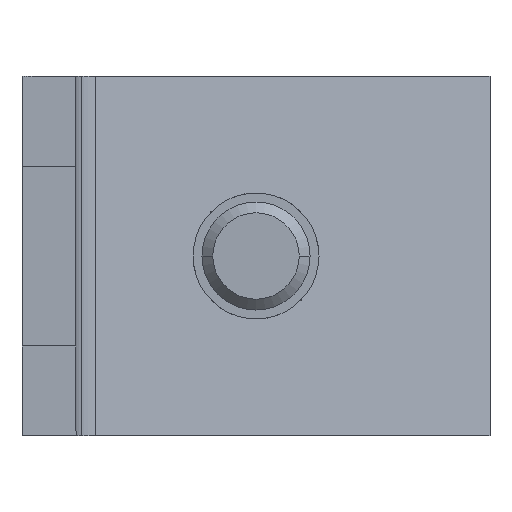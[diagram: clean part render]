
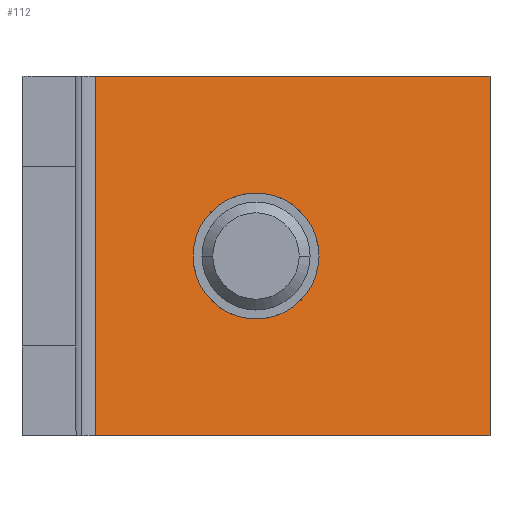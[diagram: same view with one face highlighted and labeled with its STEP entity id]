
A CAD part, front view. The second image highlights one B-rep face of the part: STEP entity #112.
In plain terms, the highlighted planar face has unit normal (0.272, -0.962, 0).
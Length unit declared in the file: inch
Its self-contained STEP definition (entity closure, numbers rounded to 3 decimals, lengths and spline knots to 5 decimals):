
#112=ADVANCED_FACE('',(#222,#223),#224,.T.);
#222=FACE_BOUND('',#337,.T.);
#223=FACE_OUTER_BOUND('',#338,.T.);
#224=PLANE('',#339);
#337=EDGE_LOOP('',(#557,#558));
#338=EDGE_LOOP('',(#559,#560,#561,#562));
#339=AXIS2_PLACEMENT_3D('',#563,#564,#565);
#557=ORIENTED_EDGE('',*,*,#762,.T.);
#558=ORIENTED_EDGE('',*,*,#763,.T.);
#559=ORIENTED_EDGE('',*,*,#740,.F.);
#560=ORIENTED_EDGE('',*,*,#695,.F.);
#561=ORIENTED_EDGE('',*,*,#764,.T.);
#562=ORIENTED_EDGE('',*,*,#745,.T.);
#563=CARTESIAN_POINT('',(2.04724,0.74803,0.));
#564=DIRECTION('',(0.272,-0.962,0.));
#565=DIRECTION('',(0.,0.,1.0));
#695=EDGE_CURVE('',#828,#830,#831,.T.);
#740=EDGE_CURVE('',#830,#896,#897,.T.);
#745=EDGE_CURVE('',#903,#896,#904,.T.);
#762=EDGE_CURVE('',#925,#926,#927,.T.);
#763=EDGE_CURVE('',#926,#925,#928,.T.);
#764=EDGE_CURVE('',#828,#903,#929,.T.);
#828=VERTEX_POINT('',#1018);
#830=VERTEX_POINT('',#1021);
#831=LINE('',#1022,#1023);
#896=VERTEX_POINT('',#1119);
#897=LINE('',#1120,#1121);
#903=VERTEX_POINT('',#1128);
#904=LINE('',#1129,#1130);
#925=VERTEX_POINT('',#1175);
#926=VERTEX_POINT('',#1176);
#927=ELLIPSE('',#1177,0.28638,0.27559);
#928=ELLIPSE('',#1178,0.28638,0.27559);
#929=LINE('',#1179,#1180);
#1018=CARTESIAN_POINT('',(2.04724,0.74803,0.));
#1021=CARTESIAN_POINT('',(0.32221,0.26052,0.));
#1022=CARTESIAN_POINT('',(2.04724,0.74803,0.));
#1023=VECTOR('',#1253,0.3937);
#1119=CARTESIAN_POINT('',(0.32221,0.26052,1.5748));
#1120=CARTESIAN_POINT('',(0.32221,0.26052,0.));
#1121=VECTOR('',#1300,0.3937);
#1128=CARTESIAN_POINT('',(2.04724,0.74803,1.5748));
#1129=CARTESIAN_POINT('',(2.04724,0.74803,1.5748));
#1130=VECTOR('',#1308,0.3937);
#1175=CARTESIAN_POINT('',(0.74803,0.38086,0.7874));
#1176=CARTESIAN_POINT('',(1.29921,0.53663,0.7874));
#1177=AXIS2_PLACEMENT_3D('',#1324,#1325,#1326);
#1178=AXIS2_PLACEMENT_3D('',#1327,#1328,#1329);
#1179=CARTESIAN_POINT('',(2.04724,0.74803,0.));
#1180=VECTOR('',#1330,0.3937);
#1253=DIRECTION('',(-0.962,-0.272,0.0));
#1300=DIRECTION('',(0.,0.,1.0));
#1308=DIRECTION('',(-0.962,-0.272,0.0));
#1324=CARTESIAN_POINT('',(1.02362,0.45875,0.7874));
#1325=DIRECTION('',(-0.272,0.962,0.));
#1326=DIRECTION('',(0.962,0.272,0.));
#1327=CARTESIAN_POINT('',(1.02362,0.45875,0.7874));
#1328=DIRECTION('',(-0.272,0.962,0.));
#1329=DIRECTION('',(0.962,0.272,0.));
#1330=DIRECTION('',(0.,0.,1.0));
